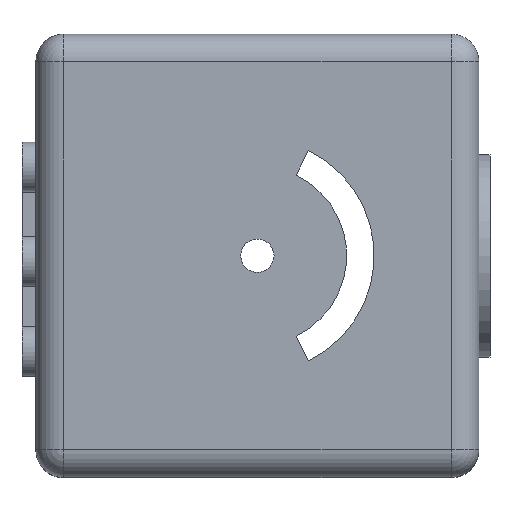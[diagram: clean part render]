
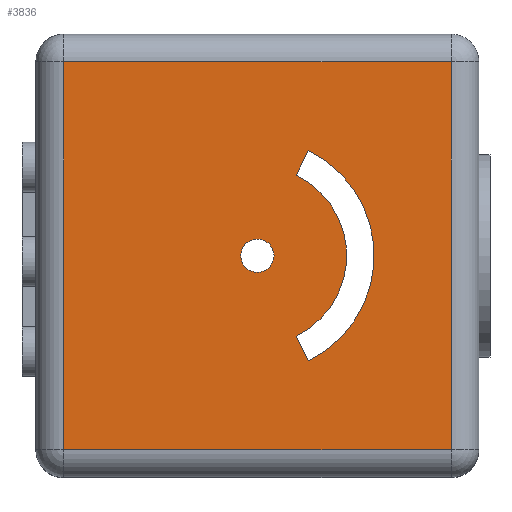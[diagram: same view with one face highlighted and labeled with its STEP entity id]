
A CAD part, top view. The second image highlights one B-rep face of the part: STEP entity #3836.
In plain terms, the highlighted planar face has unit normal (0, 0, 1).
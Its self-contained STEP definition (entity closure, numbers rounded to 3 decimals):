
#1054=CARTESIAN_POINT('',(20.,36.,131.0));
#1055=VERTEX_POINT('',#1054);
#1056=CARTESIAN_POINT('',(17.0,36.,131.0));
#1057=DIRECTION('',(0.0,0.0,-1.0));
#1058=DIRECTION('',(-1.0,0.0,0.0));
#1059=AXIS2_PLACEMENT_3D('',#1056,#1057,#1058);
#1060=CIRCLE('',#1059,3.);
#1061=EDGE_CURVE('',#1055,#1055,#1060,.T.);
#1214=CARTESIAN_POINT('',(26.165,17.,131.0));
#1215=VERTEX_POINT('',#1214);
#1222=CARTESIAN_POINT('',(26.165,55.0,131.0));
#1223=VERTEX_POINT('',#1222);
#1224=CARTESIAN_POINT('',(17.0,36.,131.0));
#1225=DIRECTION('',(0.0,0.0,-1.0));
#1226=DIRECTION('',(1.0,0.0,0.0));
#1227=AXIS2_PLACEMENT_3D('',#1224,#1225,#1226);
#1228=CIRCLE('',#1227,21.095);
#1229=EDGE_CURVE('',#1223,#1215,#1228,.T.);
#1254=CARTESIAN_POINT('',(24.006,50.523,131.0));
#1255=VERTEX_POINT('',#1254);
#1256=CARTESIAN_POINT('',(24.006,50.523,131.0));
#1257=DIRECTION('',(0.434,0.901,0.0));
#1258=VECTOR('',#1257,4.971);
#1259=LINE('',#1256,#1258);
#1260=EDGE_CURVE('',#1255,#1223,#1259,.T.);
#1286=CARTESIAN_POINT('',(24.006,21.477,131.0));
#1287=VERTEX_POINT('',#1286);
#1288=CARTESIAN_POINT('',(17.0,36.,131.0));
#1289=DIRECTION('',(0.0,0.0,1.0));
#1290=DIRECTION('',(-1.0,0.0,0.0));
#1291=AXIS2_PLACEMENT_3D('',#1288,#1289,#1290);
#1292=CIRCLE('',#1291,16.125);
#1293=EDGE_CURVE('',#1287,#1255,#1292,.T.);
#1316=CARTESIAN_POINT('',(26.165,17.,131.0));
#1317=DIRECTION('',(-0.434,0.901,0.0));
#1318=VECTOR('',#1317,4.971);
#1319=LINE('',#1316,#1318);
#1320=EDGE_CURVE('',#1215,#1287,#1319,.T.);
#3268=CARTESIAN_POINT('',(-18.0,1.0,131.0));
#3269=VERTEX_POINT('',#3268);
#3528=CARTESIAN_POINT('',(52.0,1.0,131.0));
#3529=VERTEX_POINT('',#3528);
#3537=CARTESIAN_POINT('',(-18.0,1.0,131.0));
#3538=DIRECTION('',(1.0,0.0,0.0));
#3539=VECTOR('',#3538,70.0);
#3540=LINE('',#3537,#3539);
#3541=EDGE_CURVE('',#3269,#3529,#3540,.T.);
#3760=CARTESIAN_POINT('',(-18.0,71.0,131.0));
#3761=VERTEX_POINT('',#3760);
#3762=CARTESIAN_POINT('',(-18.0,1.0,131.0));
#3763=DIRECTION('',(0.0,1.0,0.0));
#3764=VECTOR('',#3763,70.);
#3765=LINE('',#3762,#3764);
#3766=EDGE_CURVE('',#3269,#3761,#3765,.T.);
#3804=CARTESIAN_POINT('',(-23.,-4.0,131.0));
#3805=DIRECTION('',(0.0,0.0,1.0));
#3806=DIRECTION('',(1.0,0.0,0.0));
#3807=AXIS2_PLACEMENT_3D('',#3804,#3805,#3806);
#3808=PLANE('',#3807);
#3809=ORIENTED_EDGE('',*,*,#3766,.F.);
#3810=ORIENTED_EDGE('',*,*,#3541,.T.);
#3811=CARTESIAN_POINT('',(52.0,71.0,131.0));
#3812=VERTEX_POINT('',#3811);
#3813=CARTESIAN_POINT('',(52.0,1.0,131.0));
#3814=DIRECTION('',(0.0,1.0,0.0));
#3815=VECTOR('',#3814,70.);
#3816=LINE('',#3813,#3815);
#3817=EDGE_CURVE('',#3529,#3812,#3816,.T.);
#3818=ORIENTED_EDGE('',*,*,#3817,.T.);
#3819=CARTESIAN_POINT('',(-18.0,71.0,131.0));
#3820=DIRECTION('',(1.0,0.0,0.0));
#3821=VECTOR('',#3820,70.0);
#3822=LINE('',#3819,#3821);
#3823=EDGE_CURVE('',#3761,#3812,#3822,.T.);
#3824=ORIENTED_EDGE('',*,*,#3823,.F.);
#3825=EDGE_LOOP('',(#3809,#3810,#3818,#3824));
#3826=FACE_OUTER_BOUND('',#3825,.T.);
#3827=ORIENTED_EDGE('',*,*,#1061,.T.);
#3828=EDGE_LOOP('',(#3827));
#3829=FACE_BOUND('',#3828,.T.);
#3830=ORIENTED_EDGE('',*,*,#1293,.T.);
#3831=ORIENTED_EDGE('',*,*,#1260,.T.);
#3832=ORIENTED_EDGE('',*,*,#1229,.T.);
#3833=ORIENTED_EDGE('',*,*,#1320,.T.);
#3834=EDGE_LOOP('',(#3830,#3831,#3832,#3833));
#3835=FACE_BOUND('',#3834,.T.);
#3836=ADVANCED_FACE('',(#3826,#3829,#3835),#3808,.T.);
